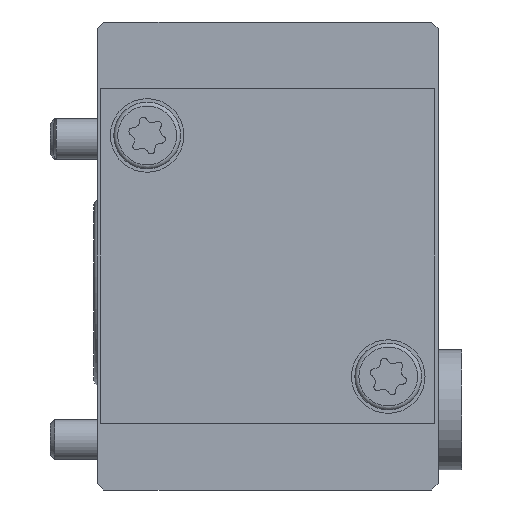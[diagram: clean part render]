
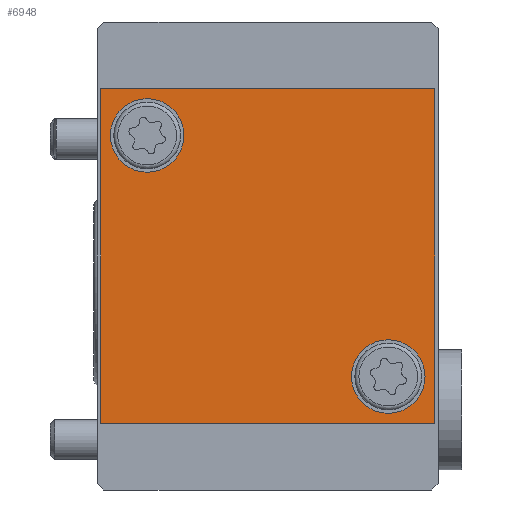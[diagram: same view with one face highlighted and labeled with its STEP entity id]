
A CAD part, front view. The second image highlights one B-rep face of the part: STEP entity #6948.
In plain terms, the highlighted planar face has unit normal (0, -1, 0).
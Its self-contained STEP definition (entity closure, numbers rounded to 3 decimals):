
#318=LINE('',#9969,#742);
#320=LINE('',#9973,#744);
#322=LINE('',#9977,#746);
#324=LINE('',#9981,#748);
#742=VECTOR('',#8260,1000.);
#744=VECTOR('',#8264,1000.);
#746=VECTOR('',#8268,1000.);
#748=VECTOR('',#8272,1000.);
#1336=ORIENTED_EDGE('',*,*,#2652,.F.);
#1337=ORIENTED_EDGE('',*,*,#2653,.F.);
#1338=ORIENTED_EDGE('',*,*,#2645,.F.);
#1339=ORIENTED_EDGE('',*,*,#2651,.F.);
#1340=ORIENTED_EDGE('',*,*,#2649,.F.);
#1341=ORIENTED_EDGE('',*,*,#2647,.F.);
#2645=EDGE_CURVE('',#3314,#3315,#318,.T.);
#2647=EDGE_CURVE('',#3315,#3316,#320,.T.);
#2649=EDGE_CURVE('',#3316,#3317,#322,.T.);
#2651=EDGE_CURVE('',#3317,#3314,#324,.T.);
#2652=EDGE_CURVE('',#3318,#3318,#3714,.T.);
#2653=EDGE_CURVE('',#3319,#3319,#3715,.T.);
#3314=VERTEX_POINT('',#9968);
#3315=VERTEX_POINT('',#9970);
#3316=VERTEX_POINT('',#9974);
#3317=VERTEX_POINT('',#9978);
#3318=VERTEX_POINT('',#9984);
#3319=VERTEX_POINT('',#9986);
#3714=CIRCLE('',#7426,5.5);
#3715=CIRCLE('',#7427,5.5);
#3964=EDGE_LOOP('',(#1336));
#3965=EDGE_LOOP('',(#1337));
#3966=EDGE_LOOP('',(#1338,#1339,#1340,#1341));
#4418=FACE_BOUND('',#3964,.T.);
#4419=FACE_BOUND('',#3965,.T.);
#4420=FACE_BOUND('',#3966,.T.);
#4843=PLANE('',#7425);
#6948=ADVANCED_FACE('',(#4418,#4419,#4420),#4843,.F.);
#7425=AXIS2_PLACEMENT_3D('',#9982,#8273,#8274);
#7426=AXIS2_PLACEMENT_3D('',#9983,#8275,#8276);
#7427=AXIS2_PLACEMENT_3D('',#9985,#8277,#8278);
#8260=DIRECTION('',(0.,0.,1.));
#8264=DIRECTION('',(1.,0.,0.));
#8268=DIRECTION('',(0.,0.,-1.));
#8272=DIRECTION('',(-1.,0.,0.));
#8273=DIRECTION('',(0.,1.,0.));
#8274=DIRECTION('',(0.,0.,1.));
#8275=DIRECTION('',(0.,-1.,0.));
#8276=DIRECTION('',(0.,0.,-1.));
#8277=DIRECTION('',(0.,-1.,0.));
#8278=DIRECTION('',(0.,0.,-1.));
#9968=CARTESIAN_POINT('',(-25.,-105.,-20.));
#9969=CARTESIAN_POINT('',(-25.,-105.,-20.));
#9970=CARTESIAN_POINT('',(-25.,-105.,30.));
#9973=CARTESIAN_POINT('',(-25.,-105.,30.));
#9974=CARTESIAN_POINT('',(25.,-105.,30.));
#9977=CARTESIAN_POINT('',(25.,-105.,30.));
#9978=CARTESIAN_POINT('',(25.,-105.,-20.));
#9981=CARTESIAN_POINT('',(25.,-105.,-20.));
#9982=CARTESIAN_POINT('',(0.,-105.,0.));
#9983=CARTESIAN_POINT('',(-18.031,-105.,23.031));
#9984=CARTESIAN_POINT('',(-18.031,-105.,17.531));
#9985=CARTESIAN_POINT('',(18.031,-105.,-13.031));
#9986=CARTESIAN_POINT('',(18.031,-105.,-18.531));
